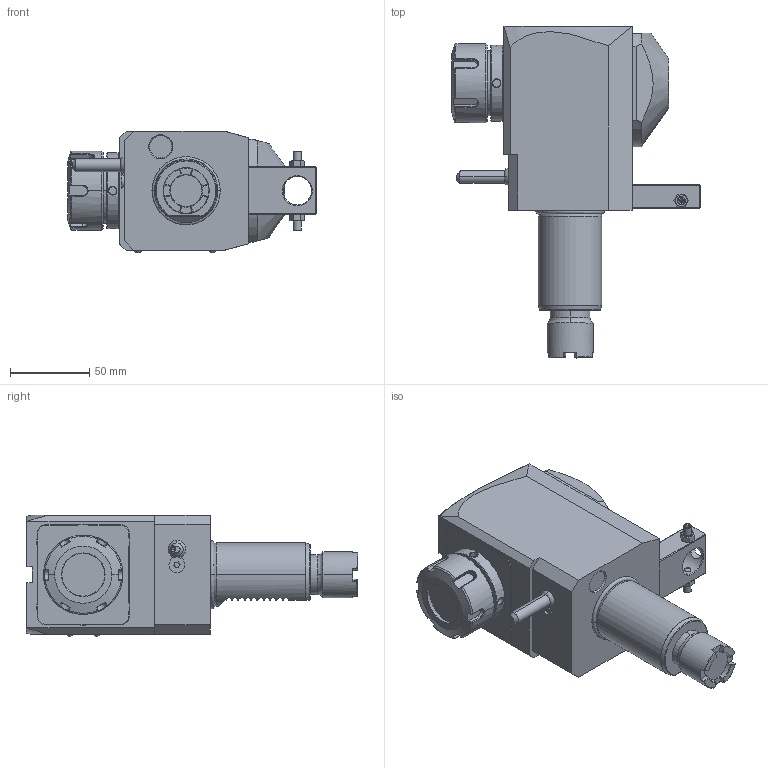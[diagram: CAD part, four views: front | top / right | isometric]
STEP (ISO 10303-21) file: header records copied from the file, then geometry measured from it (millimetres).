
FILE_DESCRIPTION((''),'2;1');
FILE_NAME('NGT1_40_251_32_2_2_80JA','2017-03-10T',('vali'),('NOVA GRUP'),'PRO/ENGINEER BY PARAMETRIC TECHNOLOGY CORPORATION, 2010280','PRO/ENGINEER BY PARAMETRIC TECHNOLOGY CORPORATION, 2010280','');
FILE_SCHEMA(('CONFIG_CONTROL_DESIGN'));
Length unit declared in the file: millimetre
Products named in the file (1): NGT1_40_251_32_2_2_80JA
Bounding box: 156.6 x 209 x 76.6 mm (x, y, z)
Volume: 913389.9 mm3; surface area: 74931.4 mm2
Topology: 1 solids, 1 shells, 468 faces, 1197 edges, 742 vertices
Faces by surface type: plane 209, cylinder 94, cone 77, bspline 66, torus 14, sphere 6, extrusion 2
Entity records: 19971 total; most frequent: CARTESIAN_POINT 9580, ORIENTED_EDGE 2362, DIRECTION 1787, EDGE_CURVE 1181, VERTEX_POINT 742, AXIS2_PLACEMENT_3D 631, VECTOR 525, LINE 523
